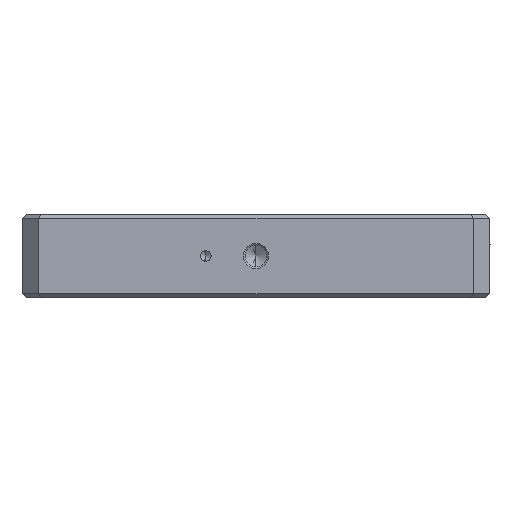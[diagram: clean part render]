
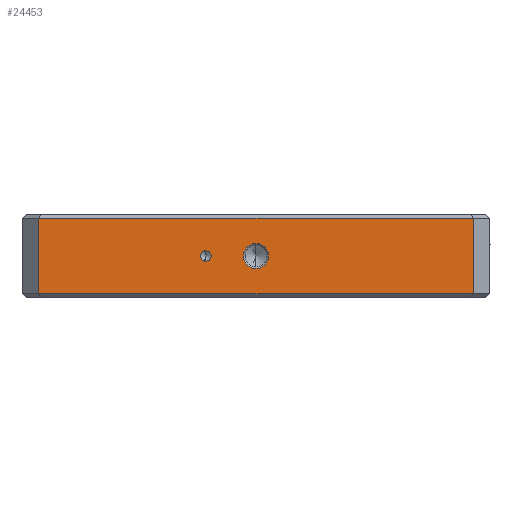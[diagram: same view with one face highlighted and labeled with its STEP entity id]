
A CAD part, front view. The second image highlights one B-rep face of the part: STEP entity #24453.
In plain terms, the highlighted planar face has unit normal (0, -1, 0).
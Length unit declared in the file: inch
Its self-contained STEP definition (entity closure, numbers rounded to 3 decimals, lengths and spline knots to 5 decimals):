
#427 = AXIS2_PLACEMENT_3D ( 'NONE', #25775, #7702, #5115 ) ;
#439 = LINE ( 'NONE', #3597, #11124 ) ;
#664 = CARTESIAN_POINT ( 'NONE',  ( -0.17104, -0.94114, -0.27354 ) ) ;
#986 = VECTOR ( 'NONE', #4357, 39.37008 ) ;
#1078 = EDGE_CURVE ( 'NONE', #27481, #20393, #5206, .T. ) ;
#1223 = DIRECTION ( 'NONE',  ( 0., 1., 0. ) ) ;
#1397 = DIRECTION ( 'NONE',  ( 0., 0., -1. ) ) ;
#2588 = VECTOR ( 'NONE', #27528, 39.37008 ) ;
#3151 = LINE ( 'NONE', #27201, #986 ) ;
#3510 = EDGE_CURVE ( 'NONE', #25718, #23819, #13790, .T. ) ;
#3522 = ORIENTED_EDGE ( 'NONE', *, *, #22288, .T. ) ;
#3597 = CARTESIAN_POINT ( 'NONE',  ( 1.42896, -0.94114, -0.05479 ) ) ;
#3602 = VECTOR ( 'NONE', #15406, 39.37008 ) ;
#4357 = DIRECTION ( 'NONE',  ( 1., 0., 0. ) ) ;
#4362 = CARTESIAN_POINT ( 'NONE',  ( -0.17104, -0.94114, -0.30479 ) ) ;
#4802 = ORIENTED_EDGE ( 'NONE', *, *, #3510, .T. ) ;
#5115 = DIRECTION ( 'NONE',  ( -1., 0., 0. ) ) ;
#5206 = CIRCLE ( 'NONE', #6815, 0.03125 ) ;
#5381 = AXIS2_PLACEMENT_3D ( 'NONE', #4362, #20201, #13615 ) ;
#5431 = ORIENTED_EDGE ( 'NONE', *, *, #27017, .T. ) ;
#5542 = EDGE_LOOP ( 'NONE', ( #28044, #5431, #11110, #8546 ) ) ;
#6049 = ORIENTED_EDGE ( 'NONE', *, *, #1078, .F. ) ;
#6815 = AXIS2_PLACEMENT_3D ( 'NONE', #10464, #22107, #1397 ) ;
#7134 = EDGE_CURVE ( 'NONE', #7901, #17552, #16391, .T. ) ;
#7454 = CARTESIAN_POINT ( 'NONE',  ( 1.42896, -0.94114, -0.07979 ) ) ;
#7702 = DIRECTION ( 'NONE',  ( 0., 1., 0. ) ) ;
#7901 = VERTEX_POINT ( 'NONE', #20828 ) ;
#8228 = DIRECTION ( 'NONE',  ( 0., 1., 0. ) ) ;
#8546 = ORIENTED_EDGE ( 'NONE', *, *, #16255, .T. ) ;
#8852 = EDGE_CURVE ( 'NONE', #20393, #27481, #18350, .T. ) ;
#10199 = PLANE ( 'NONE',  #22139 ) ;
#10291 = CARTESIAN_POINT ( 'NONE',  ( -1.27104, -0.94114, -0.05479 ) ) ;
#10464 = CARTESIAN_POINT ( 'NONE',  ( -0.17104, -0.94114, -0.30479 ) ) ;
#10467 = DIRECTION ( 'NONE',  ( 0., 0., 1. ) ) ;
#10989 = CARTESIAN_POINT ( 'NONE',  ( -1.17104, -0.94114, -0.07979 ) ) ;
#11110 = ORIENTED_EDGE ( 'NONE', *, *, #13588, .T. ) ;
#11124 = VECTOR ( 'NONE', #10467, 39.37008 ) ;
#11950 = FACE_OUTER_BOUND ( 'NONE', #5542, .T. ) ;
#12608 = FACE_BOUND ( 'NONE', #20578, .T. ) ;
#12778 = DIRECTION ( 'NONE',  ( -1., 0., 0. ) ) ;
#13588 = EDGE_CURVE ( 'NONE', #26240, #22837, #439, .T. ) ;
#13615 = DIRECTION ( 'NONE',  ( 0., 0., -1. ) ) ;
#13790 = CIRCLE ( 'NONE', #25426, 0.07496 ) ;
#15406 = DIRECTION ( 'NONE',  ( -1., 0., 0. ) ) ;
#16255 = EDGE_CURVE ( 'NONE', #22837, #7901, #21693, .T. ) ;
#16391 = LINE ( 'NONE', #18338, #2588 ) ;
#17168 = CIRCLE ( 'NONE', #427, 0.07496 ) ;
#17552 = VERTEX_POINT ( 'NONE', #21382 ) ;
#18338 = CARTESIAN_POINT ( 'NONE',  ( -1.17104, -0.94114, -0.05479 ) ) ;
#18350 = CIRCLE ( 'NONE', #5381, 0.03125 ) ;
#18603 = CARTESIAN_POINT ( 'NONE',  ( 1.42896, -0.94114, -0.52979 ) ) ;
#19755 = CARTESIAN_POINT ( 'NONE',  ( 0.12896, -0.94114, -0.22983 ) ) ;
#20201 = DIRECTION ( 'NONE',  ( 0., -1., 0. ) ) ;
#20393 = VERTEX_POINT ( 'NONE', #28252 ) ;
#20578 = EDGE_LOOP ( 'NONE', ( #27187, #6049 ) ) ;
#20828 = CARTESIAN_POINT ( 'NONE',  ( -1.17104, -0.94114, -0.07979 ) ) ;
#21382 = CARTESIAN_POINT ( 'NONE',  ( -1.17104, -0.94114, -0.52979 ) ) ;
#21693 = LINE ( 'NONE', #10989, #3602 ) ;
#22107 = DIRECTION ( 'NONE',  ( 0., -1., 0. ) ) ;
#22139 = AXIS2_PLACEMENT_3D ( 'NONE', #10291, #1223, #24130 ) ;
#22288 = EDGE_CURVE ( 'NONE', #23819, #25718, #17168, .T. ) ;
#22837 = VERTEX_POINT ( 'NONE', #7454 ) ;
#23819 = VERTEX_POINT ( 'NONE', #19755 ) ;
#24130 = DIRECTION ( 'NONE',  ( -1., 0., 0. ) ) ;
#24453 = ADVANCED_FACE ( 'NONE', ( #25421, #12608, #11950 ), #10199, .F. ) ;
#25421 = FACE_BOUND ( 'NONE', #25818, .T. ) ;
#25426 = AXIS2_PLACEMENT_3D ( 'NONE', #28463, #8228, #12778 ) ;
#25718 = VERTEX_POINT ( 'NONE', #29452 ) ;
#25775 = CARTESIAN_POINT ( 'NONE',  ( 0.12896, -0.94114, -0.30479 ) ) ;
#25818 = EDGE_LOOP ( 'NONE', ( #4802, #3522 ) ) ;
#26240 = VERTEX_POINT ( 'NONE', #18603 ) ;
#27017 = EDGE_CURVE ( 'NONE', #17552, #26240, #3151, .T. ) ;
#27187 = ORIENTED_EDGE ( 'NONE', *, *, #8852, .F. ) ;
#27201 = CARTESIAN_POINT ( 'NONE',  ( -1.27104, -0.94114, -0.52979 ) ) ;
#27481 = VERTEX_POINT ( 'NONE', #664 ) ;
#27528 = DIRECTION ( 'NONE',  ( 0., 0., -1. ) ) ;
#28044 = ORIENTED_EDGE ( 'NONE', *, *, #7134, .T. ) ;
#28252 = CARTESIAN_POINT ( 'NONE',  ( -0.17104, -0.94114, -0.33604 ) ) ;
#28463 = CARTESIAN_POINT ( 'NONE',  ( 0.12896, -0.94114, -0.30479 ) ) ;
#29452 = CARTESIAN_POINT ( 'NONE',  ( 0.12896, -0.94114, -0.37975 ) ) ;
